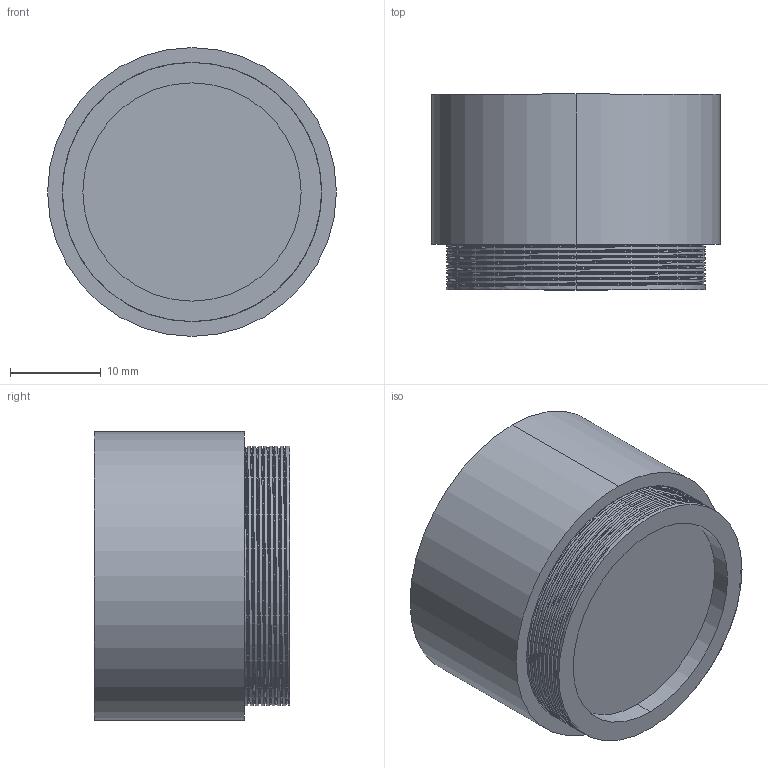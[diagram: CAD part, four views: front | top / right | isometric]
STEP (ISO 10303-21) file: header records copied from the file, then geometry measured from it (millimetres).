
FILE_DESCRIPTION (( 'STEP AP203' ), '1' );
FILE_NAME ('APD-ML25-075-VIS.STEP', '2023-11-21T19:21:43', ( '' ), ( '' ), 'SwSTEP 2.0', 'SolidWorks 2023', '' );
FILE_SCHEMA (( 'CONFIG_CONTROL_DESIGN' ));
Length unit declared in the file: millimetre
Products named in the file (1): APD-ML25-075-VIS
Bounding box: 31.75 x 21.5 x 31.75 mm (x, y, z)
Volume: 3608.6 mm3; surface area: 6096.5 mm2
Topology: 1 solids, 1 shells, 91 faces, 248 edges, 163 vertices
Faces by surface type: cylinder 75, plane 9, bspline 7
Entity records: 6844 total; most frequent: CARTESIAN_POINT 4892, ORIENTED_EDGE 496, DIRECTION 298, EDGE_CURVE 248, VERTEX_POINT 163, AXIS2_PLACEMENT_3D 108, EDGE_LOOP 95, FACE_OUTER_BOUND 91
